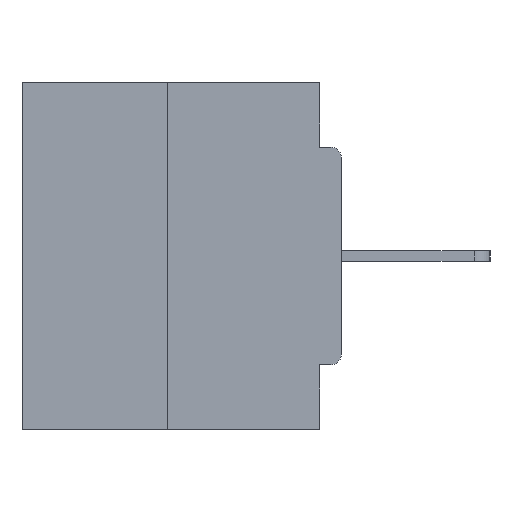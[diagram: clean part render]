
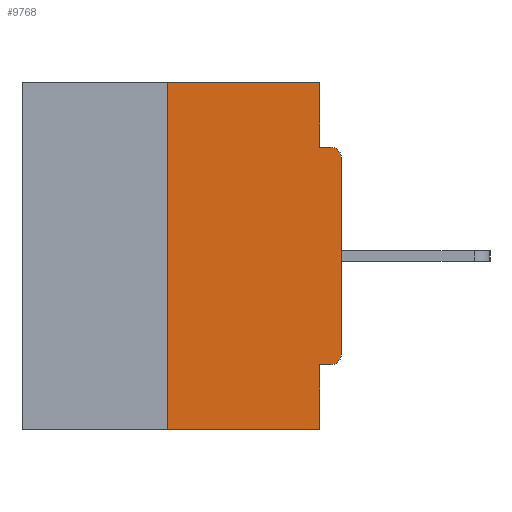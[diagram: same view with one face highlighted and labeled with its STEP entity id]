
A CAD part, left-side view. The second image highlights one B-rep face of the part: STEP entity #9768.
In plain terms, the highlighted planar face has unit normal (-1, 0, 0).
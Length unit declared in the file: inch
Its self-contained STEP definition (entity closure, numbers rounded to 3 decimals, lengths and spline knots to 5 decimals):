
#796 = ORIENTED_EDGE ( 'NONE', *, *, #2349, .F. ) ;
#1390 = CARTESIAN_POINT ( 'NONE',  ( 0., 0.031, -0.0935 ) ) ;
#2031 = CARTESIAN_POINT ( 'NONE',  ( 0., 0.031, -0.5 ) ) ;
#2349 = EDGE_CURVE ( 'NONE', #17147, #36674, #30738, .T. ) ;
#2509 = VERTEX_POINT ( 'NONE', #28991 ) ;
#2860 = EDGE_CURVE ( 'NONE', #13961, #21743, #10310, .T. ) ;
#3843 = VECTOR ( 'NONE', #35337, 39.37008 ) ;
#3867 = VECTOR ( 'NONE', #17823, 39.37008 ) ;
#3973 = DIRECTION ( 'NONE',  ( 0., 0., -1. ) ) ;
#4327 = CARTESIAN_POINT ( 'NONE',  ( 0., 0.031, -0.5 ) ) ;
#5791 = LINE ( 'NONE', #38194, #3867 ) ;
#6870 = CARTESIAN_POINT ( 'NONE',  ( 0., 0.031, 0. ) ) ;
#8052 = DIRECTION ( 'NONE',  ( 0., 1., 0. ) ) ;
#8074 = EDGE_CURVE ( 'NONE', #12492, #18365, #21377, .T. ) ;
#8140 = VECTOR ( 'NONE', #34386, 39.37008 ) ;
#8590 = CARTESIAN_POINT ( 'NONE',  ( 0., 0.031, 0. ) ) ;
#9768 = ADVANCED_FACE ( 'NONE', ( #37205 ), #27904, .F. ) ;
#9968 = DIRECTION ( 'NONE',  ( 0., 0., -1. ) ) ;
#10293 = VECTOR ( 'NONE', #33197, 39.37008 ) ;
#10310 = LINE ( 'NONE', #22155, #17008 ) ;
#10338 = EDGE_LOOP ( 'NONE', ( #33625, #23390, #14364, #27266, #13923, #19552, #14565, #31979, #14459, #796 ) ) ;
#10770 = LINE ( 'NONE', #25326, #11076 ) ;
#10876 = EDGE_CURVE ( 'NONE', #33614, #2509, #10770, .T. ) ;
#11076 = VECTOR ( 'NONE', #8052, 39.37008 ) ;
#11312 = LINE ( 'NONE', #34979, #28633 ) ;
#12492 = VERTEX_POINT ( 'NONE', #19860 ) ;
#12852 = CARTESIAN_POINT ( 'NONE',  ( 0., 0.25, -0.5 ) ) ;
#13186 = CIRCLE ( 'NONE', #16820, 0.015 ) ;
#13846 = AXIS2_PLACEMENT_3D ( 'NONE', #37431, #34701, #17257 ) ;
#13923 = ORIENTED_EDGE ( 'NONE', *, *, #10876, .F. ) ;
#13961 = VERTEX_POINT ( 'NONE', #12852 ) ;
#14364 = ORIENTED_EDGE ( 'NONE', *, *, #2860, .T. ) ;
#14459 = ORIENTED_EDGE ( 'NONE', *, *, #19402, .F. ) ;
#14565 = ORIENTED_EDGE ( 'NONE', *, *, #8074, .T. ) ;
#15398 = CARTESIAN_POINT ( 'NONE',  ( 0., 0.015, -0.1085 ) ) ;
#15959 = EDGE_CURVE ( 'NONE', #27528, #17147, #35909, .T. ) ;
#16659 = CARTESIAN_POINT ( 'NONE',  ( 0., 0.46, 0. ) ) ;
#16820 = AXIS2_PLACEMENT_3D ( 'NONE', #15398, #27219, #3973 ) ;
#17008 = VECTOR ( 'NONE', #37270, 39.37008 ) ;
#17068 = EDGE_CURVE ( 'NONE', #13961, #27528, #11312, .T. ) ;
#17147 = VERTEX_POINT ( 'NONE', #8590 ) ;
#17257 = DIRECTION ( 'NONE',  ( 0., 0., -1. ) ) ;
#17823 = DIRECTION ( 'NONE',  ( 0., -1., 0. ) ) ;
#18365 = VERTEX_POINT ( 'NONE', #33112 ) ;
#19024 = VERTEX_POINT ( 'NONE', #29500 ) ;
#19402 = EDGE_CURVE ( 'NONE', #36674, #19024, #5791, .T. ) ;
#19552 = ORIENTED_EDGE ( 'NONE', *, *, #20538, .T. ) ;
#19860 = CARTESIAN_POINT ( 'NONE',  ( 0., 0., -0.3915 ) ) ;
#20538 = EDGE_CURVE ( 'NONE', #33614, #12492, #36763, .T. ) ;
#21285 = VECTOR ( 'NONE', #9968, 39.37008 ) ;
#21377 = LINE ( 'NONE', #36289, #10293 ) ;
#21743 = VERTEX_POINT ( 'NONE', #4327 ) ;
#22155 = CARTESIAN_POINT ( 'NONE',  ( 0., 0.46, -0.5 ) ) ;
#23390 = ORIENTED_EDGE ( 'NONE', *, *, #17068, .F. ) ;
#24713 = EDGE_CURVE ( 'NONE', #18365, #19024, #13186, .T. ) ;
#24829 = EDGE_CURVE ( 'NONE', #2509, #21743, #28561, .T. ) ;
#25326 = CARTESIAN_POINT ( 'NONE',  ( 0., 0., -0.4065 ) ) ;
#27219 = DIRECTION ( 'NONE',  ( -1., 0., 0. ) ) ;
#27266 = ORIENTED_EDGE ( 'NONE', *, *, #24829, .F. ) ;
#27528 = VERTEX_POINT ( 'NONE', #30662 ) ;
#27748 = AXIS2_PLACEMENT_3D ( 'NONE', #16659, #34303, #36629 ) ;
#27904 = PLANE ( 'NONE',  #27748 ) ;
#28561 = LINE ( 'NONE', #2031, #8140 ) ;
#28633 = VECTOR ( 'NONE', #31297, 39.37008 ) ;
#28991 = CARTESIAN_POINT ( 'NONE',  ( 0., 0.031, -0.4065 ) ) ;
#29500 = CARTESIAN_POINT ( 'NONE',  ( 0., 0.015, -0.0935 ) ) ;
#29728 = CARTESIAN_POINT ( 'NONE',  ( 0., 0.46, 0. ) ) ;
#30662 = CARTESIAN_POINT ( 'NONE',  ( 0., 0.25, 0. ) ) ;
#30738 = LINE ( 'NONE', #6870, #21285 ) ;
#31297 = DIRECTION ( 'NONE',  ( 0., 0., 1. ) ) ;
#31979 = ORIENTED_EDGE ( 'NONE', *, *, #24713, .T. ) ;
#33112 = CARTESIAN_POINT ( 'NONE',  ( 0., 0., -0.1085 ) ) ;
#33197 = DIRECTION ( 'NONE',  ( 0., 0., 1. ) ) ;
#33614 = VERTEX_POINT ( 'NONE', #35009 ) ;
#33625 = ORIENTED_EDGE ( 'NONE', *, *, #15959, .F. ) ;
#34303 = DIRECTION ( 'NONE',  ( 1., 0., 0. ) ) ;
#34386 = DIRECTION ( 'NONE',  ( 0., 0., -1. ) ) ;
#34701 = DIRECTION ( 'NONE',  ( -1., 0., 0. ) ) ;
#34979 = CARTESIAN_POINT ( 'NONE',  ( 0., 0.25, 0. ) ) ;
#35009 = CARTESIAN_POINT ( 'NONE',  ( 0., 0.015, -0.4065 ) ) ;
#35337 = DIRECTION ( 'NONE',  ( 0., -1., 0. ) ) ;
#35909 = LINE ( 'NONE', #29728, #3843 ) ;
#36289 = CARTESIAN_POINT ( 'NONE',  ( 0., 0., 0. ) ) ;
#36629 = DIRECTION ( 'NONE',  ( 0., 0., -1. ) ) ;
#36674 = VERTEX_POINT ( 'NONE', #1390 ) ;
#36763 = CIRCLE ( 'NONE', #13846, 0.015 ) ;
#37205 = FACE_OUTER_BOUND ( 'NONE', #10338, .T. ) ;
#37270 = DIRECTION ( 'NONE',  ( 0., -1., 0. ) ) ;
#37431 = CARTESIAN_POINT ( 'NONE',  ( 0., 0.015, -0.3915 ) ) ;
#38194 = CARTESIAN_POINT ( 'NONE',  ( 0., 0., -0.0935 ) ) ;
